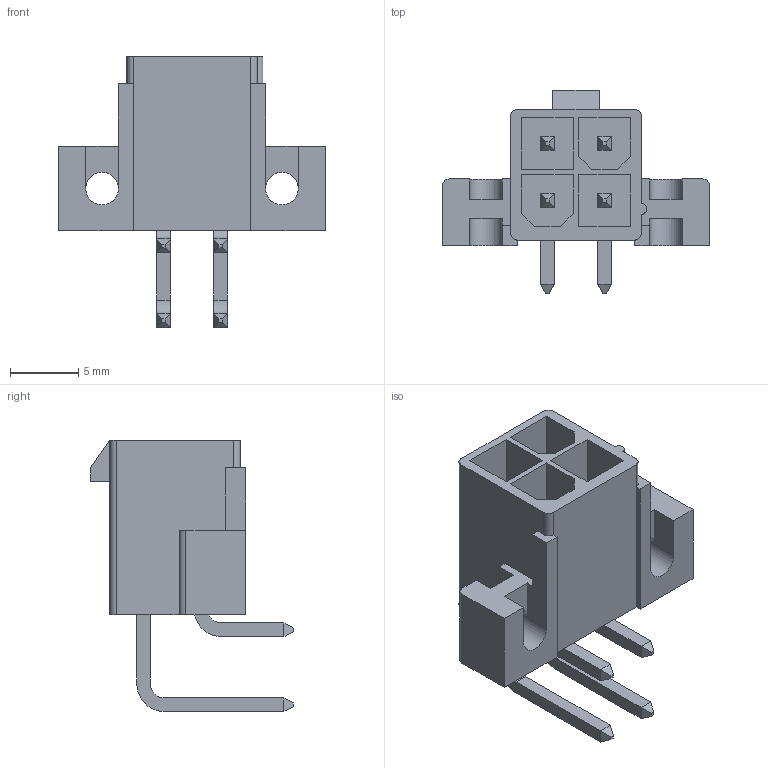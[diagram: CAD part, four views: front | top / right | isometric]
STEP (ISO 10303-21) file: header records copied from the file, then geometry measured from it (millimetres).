
FILE_DESCRIPTION((''),'2;1');
FILE_NAME('039291048','2017-09-20T',('ksrinivasara'),(''),'PRO/ENGINEER BY PARAMETRIC TECHNOLOGY CORPORATION, 2012310','PRO/ENGINEER BY PARAMETRIC TECHNOLOGY CORPORATION, 2012310','');
FILE_SCHEMA(('CONFIG_CONTROL_DESIGN'));
Length unit declared in the file: millimetre
Products named in the file (1): 039291048
Bounding box: 19.6 x 14.9 x 19.9 mm (x, y, z)
Volume: 981.7 mm3; surface area: 1785.7 mm2
Topology: 1 solids, 1 shells, 157 faces, 411 edges, 266 vertices
Faces by surface type: plane 138, cylinder 19
Entity records: 4752 total; most frequent: CARTESIAN_POINT 819, ORIENTED_EDGE 794, DIRECTION 777, EDGE_CURVE 397, VECTOR 361, LINE 361, VERTEX_POINT 250, AXIS2_PLACEMENT_3D 208
